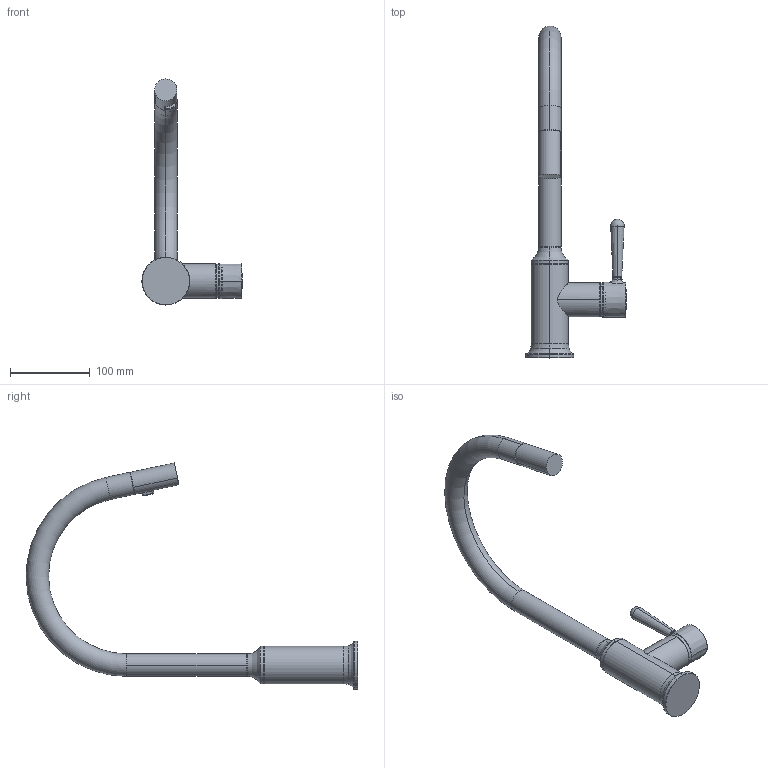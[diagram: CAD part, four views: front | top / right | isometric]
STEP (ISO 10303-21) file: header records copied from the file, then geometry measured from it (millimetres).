
FILE_DESCRIPTION (( 'STEP AP214' ), '1' );
FILE_NAME ('33870809.STEP', '2023-03-20T10:59:13', ( '' ), ( '' ), 'SwSTEP 2.0', 'SolidWorks 2020', '' );
FILE_SCHEMA (( 'AUTOMOTIVE_DESIGN' ));
Length unit declared in the file: millimetre
Products named in the file (10): 33870809; Planungsmodell_Koerper-+-09.19.80.031.90-1; Planungsmodell_Hebel-+-09.20.80.054.90-1; Planungsmodell_Rohr-+-09.19.87.003.90-01_091987003-00; Planungsmodell_Verbinder-+-09.18.40.186.90-1; Planungsmodell_Haube-+-09.28.30.030.90-1; Planungsmodell_Handbrause-+-04.18.40.317-1; Planungsmodell_Hebel-+-09.20.80.052.21-1; Planungsmodell_Deckel-+-09.19.80.050.90-1; Planungsmodell_Rohr-+-09.28.22.397.90-1_poliert
Assembly tree (9 placements, depth 2):
  33870809
    Planungsmodell_Koerper-+-09.19.80.031.90-1
    Planungsmodell_Rohr-+-09.28.22.397.90-1_poliert
    Planungsmodell_Handbrause-+-04.18.40.317-1
    Planungsmodell_Deckel-+-09.19.80.050.90-1
    Planungsmodell_Hebel-+-09.20.80.054.90-1
    Planungsmodell_Hebel-+-09.20.80.052.21-1
    Planungsmodell_Verbinder-+-09.18.40.186.90-1
    Planungsmodell_Rohr-+-09.19.87.003.90-01_091987003-00
    Planungsmodell_Haube-+-09.28.30.030.90-1
Bounding box: 125.7 x 416.08 x 283.51 mm (x, y, z)
Volume: 734693.5 mm3; surface area: 107067.3 mm2
Topology: 23 solids, 23 shells, 305 faces, 716 edges, 459 vertices
Faces by surface type: plane 166, bspline 53, torus 36, cylinder 32, sphere 10, cone 8
Entity records: 11022 total; most frequent: CARTESIAN_POINT 3691, ORIENTED_EDGE 1422, DIRECTION 1287, EDGE_CURVE 711, VERTEX_POINT 456, LINE 437, VECTOR 437, AXIS2_PLACEMENT_3D 425
